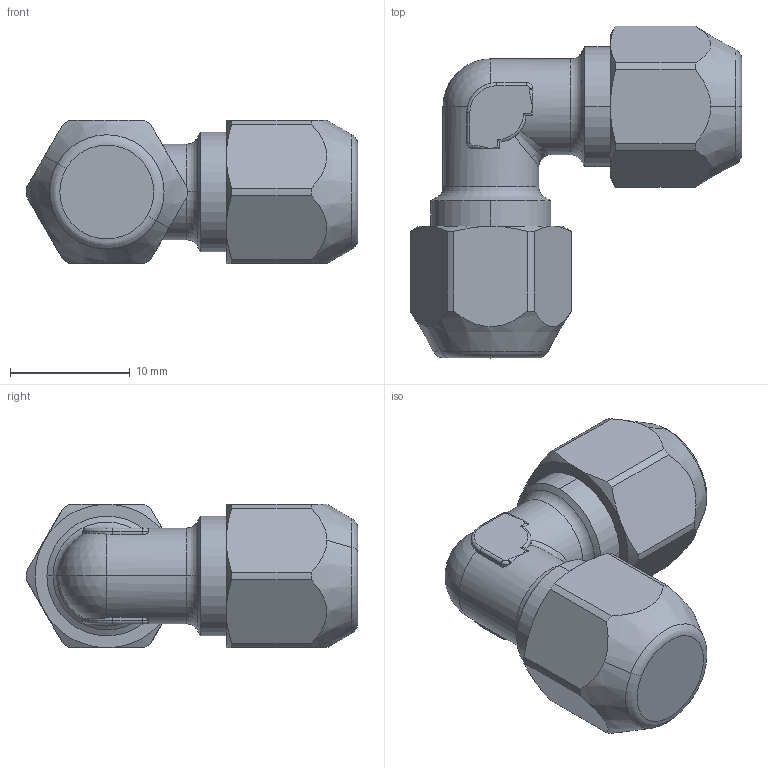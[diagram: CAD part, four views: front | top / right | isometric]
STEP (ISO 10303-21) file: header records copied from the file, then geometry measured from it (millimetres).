
FILE_DESCRIPTION (( 'STEP AP214' ), '1' );
FILE_NAME ('6113000003A.step', '2012-10-16T17:30:33', ( '' ), ( '' ), 'SwSTEP 2.0', 'SolidWorks 2012', '' );
FILE_SCHEMA (( 'AUTOMOTIVE_DESIGN' ));
Length unit declared in the file: millimetre
Products named in the file (1): 6113000003A
Bounding box: 27.75 x 27.75 x 12 mm (x, y, z)
Volume: 3661.9 mm3; surface area: 1643.8 mm2
Topology: 1 solids, 1 shells, 113 faces, 289 edges, 172 vertices
Faces by surface type: cylinder 40, plane 26, cone 20, torus 16, bspline 9, sphere 2
Entity records: 3903 total; most frequent: CARTESIAN_POINT 1288, ORIENTED_EDGE 562, DIRECTION 532, EDGE_CURVE 281, AXIS2_PLACEMENT_3D 226, VERTEX_POINT 172, CIRCLE 121, EDGE_LOOP 115
